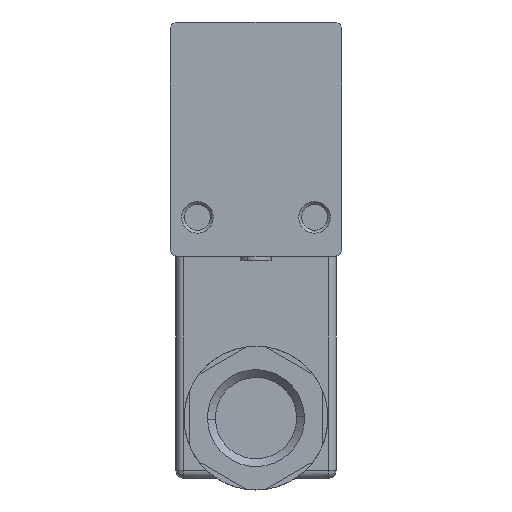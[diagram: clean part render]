
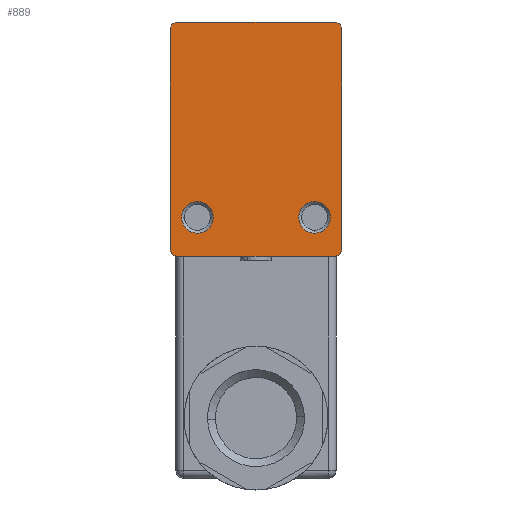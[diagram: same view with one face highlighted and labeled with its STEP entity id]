
A CAD part, front view. The second image highlights one B-rep face of the part: STEP entity #889.
In plain terms, the highlighted planar face has unit normal (0, -1, 0).
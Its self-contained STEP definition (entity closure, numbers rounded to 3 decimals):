
#280 = EDGE_CURVE ( 'NONE', #5214, #7109, #4398, .T. ) ;
#533 = EDGE_CURVE ( 'NONE', #5470, #5567, #1830, .T. ) ;
#588 = CARTESIAN_POINT ( 'NONE',  ( 4.785, -11.369, -7.975 ) ) ;
#621 = CARTESIAN_POINT ( 'NONE',  ( 8.285, -11.369, -15. ) ) ;
#709 = AXIS2_PLACEMENT_3D ( 'NONE', #4640, #10318, #5453 ) ;
#732 = CARTESIAN_POINT ( 'NONE',  ( -12.715, -11.369, -14. ) ) ;
#807 = DIRECTION ( 'NONE',  ( 0., 1., 0. ) ) ;
#889 = ADVANCED_FACE ( 'NONE', ( #1191, #7697, #5778 ), #5503, .T. ) ;
#1191 = FACE_OUTER_BOUND ( 'NONE', #6992, .T. ) ;
#1221 = EDGE_CURVE ( 'NONE', #3911, #2474, #3535, .T. ) ;
#1358 = AXIS2_PLACEMENT_3D ( 'NONE', #9495, #4639, #10315 ) ;
#1364 = VECTOR ( 'NONE', #5792, 1000. ) ;
#1380 = CIRCLE ( 'NONE', #1575, 1. ) ;
#1439 = DIRECTION ( 'NONE',  ( 1., 0., 0. ) ) ;
#1525 = EDGE_CURVE ( 'NONE', #5470, #7128, #1380, .T. ) ;
#1561 = DIRECTION ( 'NONE',  ( 0., 0., -1. ) ) ;
#1575 = AXIS2_PLACEMENT_3D ( 'NONE', #9562, #4704, #10363 ) ;
#1674 = AXIS2_PLACEMENT_3D ( 'NONE', #732, #6422, #1561 ) ;
#1697 = DIRECTION ( 'NONE',  ( 0., 1., 0. ) ) ;
#1728 = EDGE_CURVE ( 'NONE', #7109, #5214, #8011, .T. ) ;
#1830 = LINE ( 'NONE', #1900, #4017 ) ;
#1900 = CARTESIAN_POINT ( 'NONE',  ( -13.715, -11.369, -15. ) ) ;
#1911 = LINE ( 'NONE', #9286, #6494 ) ;
#1961 = CARTESIAN_POINT ( 'NONE',  ( 7.285, -11.369, -14. ) ) ;
#2075 = DIRECTION ( 'NONE',  ( -1., 0., 0. ) ) ;
#2114 = ORIENTED_EDGE ( 'NONE', *, *, #280, .T. ) ;
#2134 = EDGE_CURVE ( 'NONE', #6593, #4433, #4604, .T. ) ;
#2409 = ORIENTED_EDGE ( 'NONE', *, *, #9090, .T. ) ;
#2474 = VERTEX_POINT ( 'NONE', #8057 ) ;
#2543 = CARTESIAN_POINT ( 'NONE',  ( 8.285, -11.369, -15. ) ) ;
#2559 = CARTESIAN_POINT ( 'NONE',  ( 7.285, -11.369, 15. ) ) ;
#2788 = DIRECTION ( 'NONE',  ( -1., 0., 0. ) ) ;
#2872 = CARTESIAN_POINT ( 'NONE',  ( -13.715, -11.369, 14. ) ) ;
#3535 = LINE ( 'NONE', #4990, #1364 ) ;
#3563 = AXIS2_PLACEMENT_3D ( 'NONE', #1961, #7670, #2788 ) ;
#3751 = EDGE_LOOP ( 'NONE', ( #2114, #7555 ) ) ;
#3851 = AXIS2_PLACEMENT_3D ( 'NONE', #6557, #1697, #7392 ) ;
#3876 = CARTESIAN_POINT ( 'NONE',  ( -8.19, -11.369, -10. ) ) ;
#3911 = VERTEX_POINT ( 'NONE', #5711 ) ;
#3913 = AXIS2_PLACEMENT_3D ( 'NONE', #621, #6305, #1439 ) ;
#3990 = AXIS2_PLACEMENT_3D ( 'NONE', #4359, #10023, #5155 ) ;
#4017 = VECTOR ( 'NONE', #8420, 1000. ) ;
#4359 = CARTESIAN_POINT ( 'NONE',  ( 4.785, -11.369, -10. ) ) ;
#4398 = CIRCLE ( 'NONE', #3990, 2.025 ) ;
#4433 = VERTEX_POINT ( 'NONE', #9751 ) ;
#4492 = CARTESIAN_POINT ( 'NONE',  ( -12.24, -11.369, -10. ) ) ;
#4599 = CIRCLE ( 'NONE', #3563, 1. ) ;
#4604 = CIRCLE ( 'NONE', #10425, 1. ) ;
#4639 = DIRECTION ( 'NONE',  ( 0., 1., 0. ) ) ;
#4640 = CARTESIAN_POINT ( 'NONE',  ( -10.215, -11.369, -10. ) ) ;
#4704 = DIRECTION ( 'NONE',  ( 0., 1., 0. ) ) ;
#4753 = EDGE_CURVE ( 'NONE', #7139, #4433, #5107, .T. ) ;
#4769 = EDGE_CURVE ( 'NONE', #7139, #2474, #4599, .T. ) ;
#4901 = ORIENTED_EDGE ( 'NONE', *, *, #9324, .T. ) ;
#4990 = CARTESIAN_POINT ( 'NONE',  ( 8.285, -11.369, -15. ) ) ;
#5107 = LINE ( 'NONE', #2543, #6996 ) ;
#5155 = DIRECTION ( 'NONE',  ( 0., 0., -1. ) ) ;
#5214 = VERTEX_POINT ( 'NONE', #6435 ) ;
#5453 = DIRECTION ( 'NONE',  ( 1., 0., 0. ) ) ;
#5470 = VERTEX_POINT ( 'NONE', #2872 ) ;
#5473 = CARTESIAN_POINT ( 'NONE',  ( 8.285, -11.369, -14. ) ) ;
#5503 = PLANE ( 'NONE',  #3913 ) ;
#5567 = VERTEX_POINT ( 'NONE', #9516 ) ;
#5687 = CARTESIAN_POINT ( 'NONE',  ( 7.285, -11.369, 14. ) ) ;
#5711 = CARTESIAN_POINT ( 'NONE',  ( -12.715, -11.369, -15. ) ) ;
#5765 = ORIENTED_EDGE ( 'NONE', *, *, #4769, .F. ) ;
#5778 = FACE_BOUND ( 'NONE', #6627, .T. ) ;
#5792 = DIRECTION ( 'NONE',  ( 1., 0., 0. ) ) ;
#5982 = ORIENTED_EDGE ( 'NONE', *, *, #1525, .F. ) ;
#6305 = DIRECTION ( 'NONE',  ( 0., -1., 0. ) ) ;
#6422 = DIRECTION ( 'NONE',  ( 0., 1., 0. ) ) ;
#6435 = CARTESIAN_POINT ( 'NONE',  ( 4.785, -11.369, -12.025 ) ) ;
#6494 = VECTOR ( 'NONE', #2075, 1000. ) ;
#6510 = DIRECTION ( 'NONE',  ( 1., 0., 0. ) ) ;
#6557 = CARTESIAN_POINT ( 'NONE',  ( -10.215, -11.369, -10. ) ) ;
#6587 = CIRCLE ( 'NONE', #1674, 1. ) ;
#6593 = VERTEX_POINT ( 'NONE', #2559 ) ;
#6627 = EDGE_LOOP ( 'NONE', ( #2409, #9473 ) ) ;
#6886 = ORIENTED_EDGE ( 'NONE', *, *, #1221, .T. ) ;
#6992 = EDGE_LOOP ( 'NONE', ( #6886, #5765, #9881, #9375, #4901, #5982, #8911, #10002 ) ) ;
#6996 = VECTOR ( 'NONE', #8238, 1000. ) ;
#7109 = VERTEX_POINT ( 'NONE', #588 ) ;
#7128 = VERTEX_POINT ( 'NONE', #9472 ) ;
#7139 = VERTEX_POINT ( 'NONE', #5473 ) ;
#7218 = EDGE_CURVE ( 'NONE', #3911, #5567, #6587, .T. ) ;
#7392 = DIRECTION ( 'NONE',  ( 1., 0., 0. ) ) ;
#7555 = ORIENTED_EDGE ( 'NONE', *, *, #1728, .T. ) ;
#7670 = DIRECTION ( 'NONE',  ( 0., 1., 0. ) ) ;
#7697 = FACE_BOUND ( 'NONE', #3751, .T. ) ;
#7845 = VERTEX_POINT ( 'NONE', #4492 ) ;
#8011 = CIRCLE ( 'NONE', #1358, 2.025 ) ;
#8035 = VERTEX_POINT ( 'NONE', #3876 ) ;
#8057 = CARTESIAN_POINT ( 'NONE',  ( 7.285, -11.369, -15. ) ) ;
#8238 = DIRECTION ( 'NONE',  ( 0., 0., 1. ) ) ;
#8294 = CIRCLE ( 'NONE', #3851, 2.025 ) ;
#8420 = DIRECTION ( 'NONE',  ( 0., 0., -1. ) ) ;
#8911 = ORIENTED_EDGE ( 'NONE', *, *, #533, .T. ) ;
#9090 = EDGE_CURVE ( 'NONE', #8035, #7845, #8294, .T. ) ;
#9286 = CARTESIAN_POINT ( 'NONE',  ( 8.285, -11.369, 15. ) ) ;
#9324 = EDGE_CURVE ( 'NONE', #6593, #7128, #1911, .T. ) ;
#9375 = ORIENTED_EDGE ( 'NONE', *, *, #2134, .F. ) ;
#9407 = EDGE_CURVE ( 'NONE', #7845, #8035, #10046, .T. ) ;
#9472 = CARTESIAN_POINT ( 'NONE',  ( -12.715, -11.369, 15. ) ) ;
#9473 = ORIENTED_EDGE ( 'NONE', *, *, #9407, .T. ) ;
#9495 = CARTESIAN_POINT ( 'NONE',  ( 4.785, -11.369, -10. ) ) ;
#9516 = CARTESIAN_POINT ( 'NONE',  ( -13.715, -11.369, -14. ) ) ;
#9562 = CARTESIAN_POINT ( 'NONE',  ( -12.715, -11.369, 14. ) ) ;
#9751 = CARTESIAN_POINT ( 'NONE',  ( 8.285, -11.369, 14. ) ) ;
#9881 = ORIENTED_EDGE ( 'NONE', *, *, #4753, .T. ) ;
#10002 = ORIENTED_EDGE ( 'NONE', *, *, #7218, .F. ) ;
#10023 = DIRECTION ( 'NONE',  ( 0., 1., 0. ) ) ;
#10046 = CIRCLE ( 'NONE', #709, 2.025 ) ;
#10315 = DIRECTION ( 'NONE',  ( 0., 0., -1. ) ) ;
#10318 = DIRECTION ( 'NONE',  ( 0., 1., 0. ) ) ;
#10363 = DIRECTION ( 'NONE',  ( 0., 0., 1. ) ) ;
#10425 = AXIS2_PLACEMENT_3D ( 'NONE', #5687, #807, #6510 ) ;
